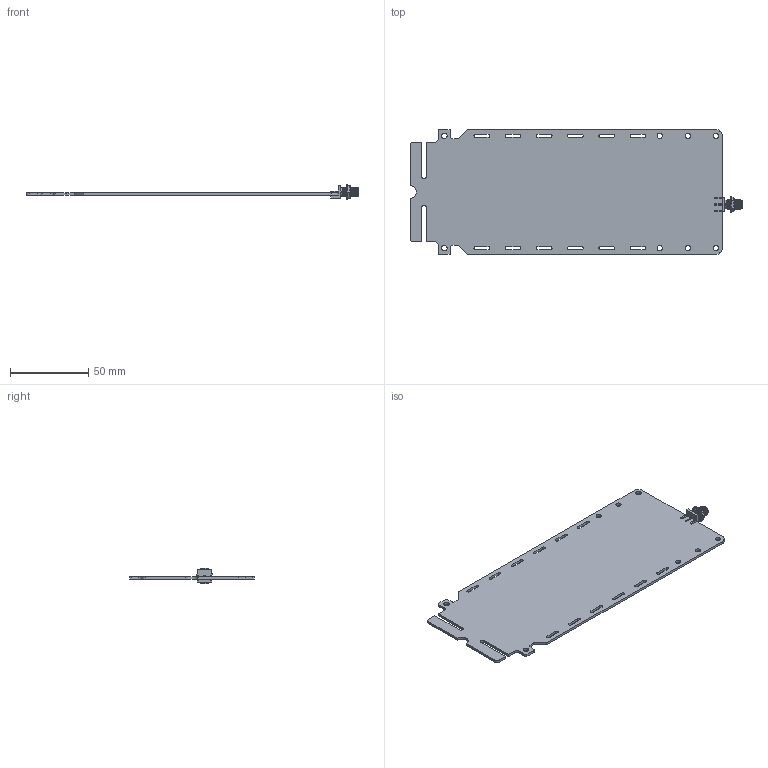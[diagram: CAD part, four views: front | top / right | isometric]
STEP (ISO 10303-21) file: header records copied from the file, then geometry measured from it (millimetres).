
FILE_DESCRIPTION(('KiCad electronic assembly'),'2;1');
FILE_NAME('ez-dipole-pcb.step','2023-01-11T19:06:49',('Pcbnew'),('Kicad' ),'Open CASCADE STEP processor 7.5','KiCad to STEP converter', 'Unknown');
FILE_SCHEMA(('AUTOMOTIVE_DESIGN { 1 0 10303 214 1 1 1 1 }'));
Length unit declared in the file: millimetre
Products named in the file (4): ez-dipole-pcb 1; SMA_Amphenol_132289_EdgeMount; SOLID; ez-dipole PCB
Assembly tree (3 placements, depth 3):
  ez-dipole-pcb 1
    SMA_Amphenol_132289_EdgeMount
      SOLID
    ez-dipole PCB
Bounding box: 212.74 x 80 x 10.18 mm (x, y, z)
Volume: 24687.5 mm3; surface area: 32792 mm2
Topology: 2 solids, 2 shells, 286 faces, 863 edges, 564 vertices
Faces by surface type: bspline 190, plane 49, cylinder 47
Full cylindrical faces by diameter (mm): 3.4 x6, 3.5 x2
Entity records: 28795 total; most frequent: CARTESIAN_POINT 15973, ORIENTED_EDGE 1706, PCURVE 1706, DEFINITIONAL_REPRESENTATION 1706, B_SPLINE_CURVE_WITH_KNOTS 1551, DIRECTION 1046, EDGE_CURVE 853, SURFACE_CURVE 845
